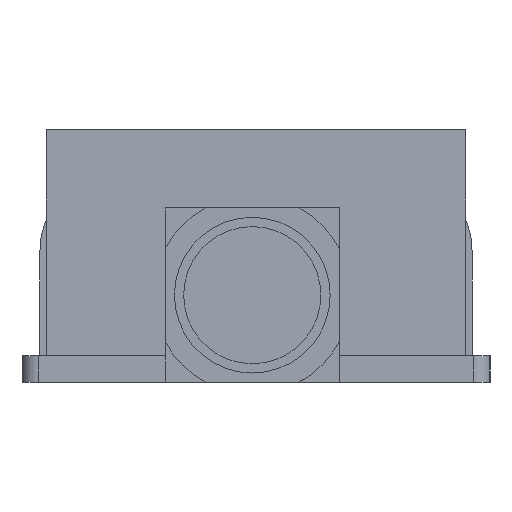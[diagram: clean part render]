
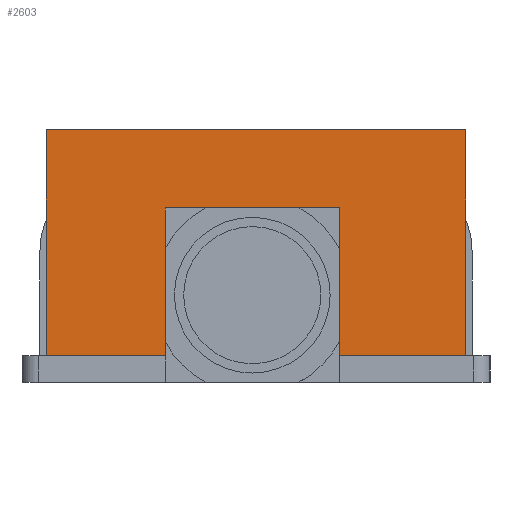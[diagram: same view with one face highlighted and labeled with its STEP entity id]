
A CAD part, left-side view. The second image highlights one B-rep face of the part: STEP entity #2603.
In plain terms, the highlighted planar face has unit normal (-1, 0, 0).
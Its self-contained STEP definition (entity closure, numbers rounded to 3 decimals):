
#126 = PLANE('',#127);
#127 = AXIS2_PLACEMENT_3D('',#128,#129,#130);
#128 = CARTESIAN_POINT('',(0.,0.,1.65));
#129 = DIRECTION('',(-0.,-0.,-1.));
#130 = DIRECTION('',(-1.,0.,0.));
#924 = VERTEX_POINT('',#925);
#925 = CARTESIAN_POINT('',(-12.28,13.,1.65));
#941 = PLANE('',#942);
#942 = AXIS2_PLACEMENT_3D('',#943,#944,#945);
#943 = CARTESIAN_POINT('',(-12.28,13.,1.65));
#944 = DIRECTION('',(0.,1.,0.));
#945 = DIRECTION('',(1.,0.,0.));
#953 = EDGE_CURVE('',#954,#924,#956,.T.);
#954 = VERTEX_POINT('',#955);
#955 = CARTESIAN_POINT('',(-12.28,-13.,1.65));
#956 = SURFACE_CURVE('',#957,(#961,#968),.PCURVE_S1.);
#957 = LINE('',#958,#959);
#958 = CARTESIAN_POINT('',(-12.28,-13.,1.65));
#959 = VECTOR('',#960,1.);
#960 = DIRECTION('',(0.,1.,0.));
#961 = PCURVE('',#126,#962);
#962 = DEFINITIONAL_REPRESENTATION('',(#963),#967);
#963 = LINE('',#964,#965);
#964 = CARTESIAN_POINT('',(12.28,-13.));
#965 = VECTOR('',#966,1.);
#966 = DIRECTION('',(0.,1.));
#967 = ( GEOMETRIC_REPRESENTATION_CONTEXT(2) 
PARAMETRIC_REPRESENTATION_CONTEXT() REPRESENTATION_CONTEXT('2D SPACE',''
  ) );
#968 = PCURVE('',#969,#974);
#969 = PLANE('',#970);
#970 = AXIS2_PLACEMENT_3D('',#971,#972,#973);
#971 = CARTESIAN_POINT('',(-12.28,-13.,1.65));
#972 = DIRECTION('',(-1.,0.,0.));
#973 = DIRECTION('',(0.,1.,0.));
#974 = DEFINITIONAL_REPRESENTATION('',(#975),#979);
#975 = LINE('',#976,#977);
#976 = CARTESIAN_POINT('',(0.,0.));
#977 = VECTOR('',#978,1.);
#978 = DIRECTION('',(1.,0.));
#979 = ( GEOMETRIC_REPRESENTATION_CONTEXT(2) 
PARAMETRIC_REPRESENTATION_CONTEXT() REPRESENTATION_CONTEXT('2D SPACE',''
  ) );
#997 = PLANE('',#998);
#998 = AXIS2_PLACEMENT_3D('',#999,#1000,#1001);
#999 = CARTESIAN_POINT('',(7.72,-13.,1.65));
#1000 = DIRECTION('',(0.,-1.,0.));
#1001 = DIRECTION('',(-1.,0.,0.));
#2531 = EDGE_CURVE('',#924,#2532,#2534,.T.);
#2532 = VERTEX_POINT('',#2533);
#2533 = CARTESIAN_POINT('',(-12.28,13.,15.65));
#2534 = SURFACE_CURVE('',#2535,(#2539,#2546),.PCURVE_S1.);
#2535 = LINE('',#2536,#2537);
#2536 = CARTESIAN_POINT('',(-12.28,13.,1.65));
#2537 = VECTOR('',#2538,1.);
#2538 = DIRECTION('',(0.,0.,1.));
#2539 = PCURVE('',#941,#2540);
#2540 = DEFINITIONAL_REPRESENTATION('',(#2541),#2545);
#2541 = LINE('',#2542,#2543);
#2542 = CARTESIAN_POINT('',(0.,0.));
#2543 = VECTOR('',#2544,1.);
#2544 = DIRECTION('',(0.,-1.));
#2545 = ( GEOMETRIC_REPRESENTATION_CONTEXT(2) 
PARAMETRIC_REPRESENTATION_CONTEXT() REPRESENTATION_CONTEXT('2D SPACE',''
  ) );
#2546 = PCURVE('',#969,#2547);
#2547 = DEFINITIONAL_REPRESENTATION('',(#2548),#2552);
#2548 = LINE('',#2549,#2550);
#2549 = CARTESIAN_POINT('',(26.,0.));
#2550 = VECTOR('',#2551,1.);
#2551 = DIRECTION('',(0.,-1.));
#2552 = ( GEOMETRIC_REPRESENTATION_CONTEXT(2) 
PARAMETRIC_REPRESENTATION_CONTEXT() REPRESENTATION_CONTEXT('2D SPACE',''
  ) );
#2570 = PLANE('',#2571);
#2571 = AXIS2_PLACEMENT_3D('',#2572,#2573,#2574);
#2572 = CARTESIAN_POINT('',(-2.28,0.,15.65));
#2573 = DIRECTION('',(-0.,-0.,-1.));
#2574 = DIRECTION('',(-1.,0.,0.));
#2603 = ADVANCED_FACE('',(#2604),#969,.T.);
#2604 = FACE_BOUND('',#2605,.T.);
#2605 = EDGE_LOOP('',(#2606,#2629,#2650,#2651));
#2606 = ORIENTED_EDGE('',*,*,#2607,.T.);
#2607 = EDGE_CURVE('',#954,#2608,#2610,.T.);
#2608 = VERTEX_POINT('',#2609);
#2609 = CARTESIAN_POINT('',(-12.28,-13.,15.65));
#2610 = SURFACE_CURVE('',#2611,(#2615,#2622),.PCURVE_S1.);
#2611 = LINE('',#2612,#2613);
#2612 = CARTESIAN_POINT('',(-12.28,-13.,1.65));
#2613 = VECTOR('',#2614,1.);
#2614 = DIRECTION('',(0.,0.,1.));
#2615 = PCURVE('',#969,#2616);
#2616 = DEFINITIONAL_REPRESENTATION('',(#2617),#2621);
#2617 = LINE('',#2618,#2619);
#2618 = CARTESIAN_POINT('',(0.,0.));
#2619 = VECTOR('',#2620,1.);
#2620 = DIRECTION('',(0.,-1.));
#2621 = ( GEOMETRIC_REPRESENTATION_CONTEXT(2) 
PARAMETRIC_REPRESENTATION_CONTEXT() REPRESENTATION_CONTEXT('2D SPACE',''
  ) );
#2622 = PCURVE('',#997,#2623);
#2623 = DEFINITIONAL_REPRESENTATION('',(#2624),#2628);
#2624 = LINE('',#2625,#2626);
#2625 = CARTESIAN_POINT('',(20.,0.));
#2626 = VECTOR('',#2627,1.);
#2627 = DIRECTION('',(0.,-1.));
#2628 = ( GEOMETRIC_REPRESENTATION_CONTEXT(2) 
PARAMETRIC_REPRESENTATION_CONTEXT() REPRESENTATION_CONTEXT('2D SPACE',''
  ) );
#2629 = ORIENTED_EDGE('',*,*,#2630,.T.);
#2630 = EDGE_CURVE('',#2608,#2532,#2631,.T.);
#2631 = SURFACE_CURVE('',#2632,(#2636,#2643),.PCURVE_S1.);
#2632 = LINE('',#2633,#2634);
#2633 = CARTESIAN_POINT('',(-12.28,-13.,15.65));
#2634 = VECTOR('',#2635,1.);
#2635 = DIRECTION('',(0.,1.,0.));
#2636 = PCURVE('',#969,#2637);
#2637 = DEFINITIONAL_REPRESENTATION('',(#2638),#2642);
#2638 = LINE('',#2639,#2640);
#2639 = CARTESIAN_POINT('',(0.,-14.));
#2640 = VECTOR('',#2641,1.);
#2641 = DIRECTION('',(1.,0.));
#2642 = ( GEOMETRIC_REPRESENTATION_CONTEXT(2) 
PARAMETRIC_REPRESENTATION_CONTEXT() REPRESENTATION_CONTEXT('2D SPACE',''
  ) );
#2643 = PCURVE('',#2570,#2644);
#2644 = DEFINITIONAL_REPRESENTATION('',(#2645),#2649);
#2645 = LINE('',#2646,#2647);
#2646 = CARTESIAN_POINT('',(10.,-13.));
#2647 = VECTOR('',#2648,1.);
#2648 = DIRECTION('',(0.,1.));
#2649 = ( GEOMETRIC_REPRESENTATION_CONTEXT(2) 
PARAMETRIC_REPRESENTATION_CONTEXT() REPRESENTATION_CONTEXT('2D SPACE',''
  ) );
#2650 = ORIENTED_EDGE('',*,*,#2531,.F.);
#2651 = ORIENTED_EDGE('',*,*,#953,.F.);
